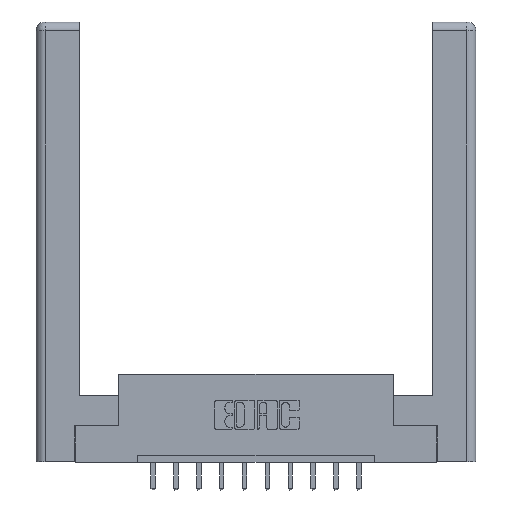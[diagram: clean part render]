
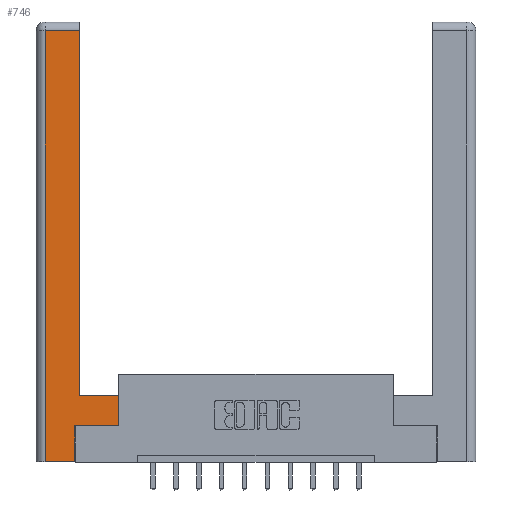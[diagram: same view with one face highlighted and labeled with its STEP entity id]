
A CAD part, top view. The second image highlights one B-rep face of the part: STEP entity #746.
In plain terms, the highlighted planar face has unit normal (0, 0, 1).
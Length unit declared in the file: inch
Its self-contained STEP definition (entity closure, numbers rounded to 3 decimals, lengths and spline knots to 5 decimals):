
#218 = CARTESIAN_POINT ( 'NONE',  ( 0.0615, 2.94, 0. ) ) ;
#261 = DIRECTION ( 'NONE',  ( 0., 1., 0. ) ) ;
#626 = VECTOR ( 'NONE', #4920, 39.37008 ) ;
#746 = ADVANCED_FACE ( 'NONE', ( #13204 ), #10814, .F. ) ;
#1333 = VECTOR ( 'NONE', #9037, 39.37008 ) ;
#1437 = LINE ( 'NONE', #3937, #7656 ) ;
#1831 = VERTEX_POINT ( 'NONE', #12666 ) ;
#2005 = CARTESIAN_POINT ( 'NONE',  ( 0.0615, 0., 0. ) ) ;
#2006 = VECTOR ( 'NONE', #261, 39.37008 ) ;
#2131 = DIRECTION ( 'NONE',  ( -1., 0., 0. ) ) ;
#2416 = VERTEX_POINT ( 'NONE', #9427 ) ;
#2758 = VERTEX_POINT ( 'NONE', #2956 ) ;
#2930 = CARTESIAN_POINT ( 'NONE',  ( 0.265, 0., 0. ) ) ;
#2956 = CARTESIAN_POINT ( 'NONE',  ( 0.295, 0.45, 0. ) ) ;
#3091 = LINE ( 'NONE', #3920, #626 ) ;
#3705 = LINE ( 'NONE', #8717, #11306 ) ;
#3920 = CARTESIAN_POINT ( 'NONE',  ( 0.0615, 0., 0. ) ) ;
#3937 = CARTESIAN_POINT ( 'NONE',  ( 0.265, 0.245, 0. ) ) ;
#4735 = EDGE_CURVE ( 'NONE', #13823, #6847, #3091, .T. ) ;
#4920 = DIRECTION ( 'NONE',  ( 0., -1., 0. ) ) ;
#4992 = VECTOR ( 'NONE', #11153, 39.37008 ) ;
#5132 = DIRECTION ( 'NONE',  ( 1., 0., 0. ) ) ;
#5146 = EDGE_CURVE ( 'NONE', #13246, #13823, #7025, .T. ) ;
#5428 = ORIENTED_EDGE ( 'NONE', *, *, #4735, .T. ) ;
#6297 = LINE ( 'NONE', #12261, #8878 ) ;
#6355 = LINE ( 'NONE', #2930, #11033 ) ;
#6359 = VERTEX_POINT ( 'NONE', #13392 ) ;
#6458 = ORIENTED_EDGE ( 'NONE', *, *, #12143, .T. ) ;
#6561 = CARTESIAN_POINT ( 'NONE',  ( 0., 0., 0. ) ) ;
#6847 = VERTEX_POINT ( 'NONE', #2005 ) ;
#6862 = EDGE_CURVE ( 'NONE', #2416, #2758, #3705, .T. ) ;
#7025 = LINE ( 'NONE', #10113, #1333 ) ;
#7084 = DIRECTION ( 'NONE',  ( 0., 1., 0. ) ) ;
#7402 = EDGE_CURVE ( 'NONE', #13951, #1831, #1437, .T. ) ;
#7656 = VECTOR ( 'NONE', #7084, 39.37008 ) ;
#7670 = DIRECTION ( 'NONE',  ( -1., 0., 0. ) ) ;
#8333 = LINE ( 'NONE', #11353, #2006 ) ;
#8444 = EDGE_CURVE ( 'NONE', #2758, #13246, #8333, .T. ) ;
#8717 = CARTESIAN_POINT ( 'NONE',  ( 0.295, 0.45, 0. ) ) ;
#8878 = VECTOR ( 'NONE', #11496, 39.37008 ) ;
#9037 = DIRECTION ( 'NONE',  ( -1., 0., 0. ) ) ;
#9046 = ORIENTED_EDGE ( 'NONE', *, *, #5146, .T. ) ;
#9427 = CARTESIAN_POINT ( 'NONE',  ( 0.565, 0.45, 0. ) ) ;
#10113 = CARTESIAN_POINT ( 'NONE',  ( 0.0615, 2.94, 0. ) ) ;
#10338 = ORIENTED_EDGE ( 'NONE', *, *, #6862, .T. ) ;
#10716 = CARTESIAN_POINT ( 'NONE',  ( 0.265, 0., 0. ) ) ;
#10814 = PLANE ( 'NONE',  #11739 ) ;
#10867 = LINE ( 'NONE', #11107, #4992 ) ;
#11033 = VECTOR ( 'NONE', #5132, 39.37008 ) ;
#11107 = CARTESIAN_POINT ( 'NONE',  ( 0.565, 0.45, 0. ) ) ;
#11153 = DIRECTION ( 'NONE',  ( 0., 1., 0. ) ) ;
#11306 = VECTOR ( 'NONE', #2131, 39.37008 ) ;
#11353 = CARTESIAN_POINT ( 'NONE',  ( 0.295, 3., 0. ) ) ;
#11496 = DIRECTION ( 'NONE',  ( 1., 0., 0. ) ) ;
#11739 = AXIS2_PLACEMENT_3D ( 'NONE', #6561, #14284, #7670 ) ;
#11865 = CARTESIAN_POINT ( 'NONE',  ( 0.295, 2.94, 0. ) ) ;
#12143 = EDGE_CURVE ( 'NONE', #6359, #2416, #10867, .T. ) ;
#12208 = EDGE_LOOP ( 'NONE', ( #13285, #9046, #5428, #14137, #13343, #13423, #6458, #10338 ) ) ;
#12261 = CARTESIAN_POINT ( 'NONE',  ( 0.565, 0.245, 0. ) ) ;
#12414 = EDGE_CURVE ( 'NONE', #6847, #13951, #6355, .T. ) ;
#12666 = CARTESIAN_POINT ( 'NONE',  ( 0.265, 0.245, 0. ) ) ;
#13204 = FACE_OUTER_BOUND ( 'NONE', #12208, .T. ) ;
#13246 = VERTEX_POINT ( 'NONE', #11865 ) ;
#13285 = ORIENTED_EDGE ( 'NONE', *, *, #8444, .T. ) ;
#13343 = ORIENTED_EDGE ( 'NONE', *, *, #7402, .T. ) ;
#13392 = CARTESIAN_POINT ( 'NONE',  ( 0.565, 0.245, 0. ) ) ;
#13423 = ORIENTED_EDGE ( 'NONE', *, *, #14138, .T. ) ;
#13823 = VERTEX_POINT ( 'NONE', #218 ) ;
#13951 = VERTEX_POINT ( 'NONE', #10716 ) ;
#14137 = ORIENTED_EDGE ( 'NONE', *, *, #12414, .T. ) ;
#14138 = EDGE_CURVE ( 'NONE', #1831, #6359, #6297, .T. ) ;
#14284 = DIRECTION ( 'NONE',  ( 0., 0., -1. ) ) ;
